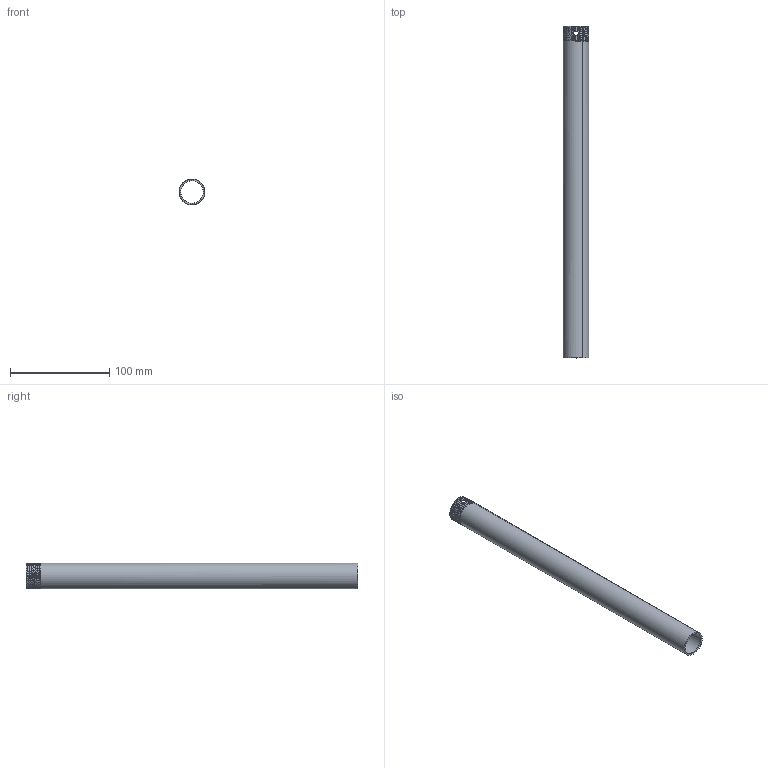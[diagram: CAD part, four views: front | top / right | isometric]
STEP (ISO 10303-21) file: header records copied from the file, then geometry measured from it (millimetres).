
FILE_DESCRIPTION(('CATIA V5 STEP Exchange'),'2;1');
FILE_NAME('Tube 1.stp','2020-11-25T16:25:21+00:00',('none'),('none'),'CATIA Version 5 Release 19 SP 9 (IN-10)','CATIA V5 STEP AP203','none');
FILE_SCHEMA(('CONFIG_CONTROL_DESIGN'));
Length unit declared in the file: millimetre
Products named in the file (1): Tube 1
Bounding box: 25.8 x 335 x 25.8 mm (x, y, z)
Volume: 37879.9 mm3; surface area: 52118.1 mm2
Topology: 1 solids, 1 shells, 83 faces, 216 edges, 134 vertices
Faces by surface type: bspline 46, cylinder 31, plane 4, extrusion 2
Entity records: 4068 total; most frequent: CARTESIAN_POINT 2570, ORIENTED_EDGE 432, EDGE_CURVE 216, B_SPLINE_CURVE_WITH_KNOTS 171, VERTEX_POINT 134, EDGE_LOOP 88, ADVANCED_FACE 83, FACE_OUTER_BOUND 83
